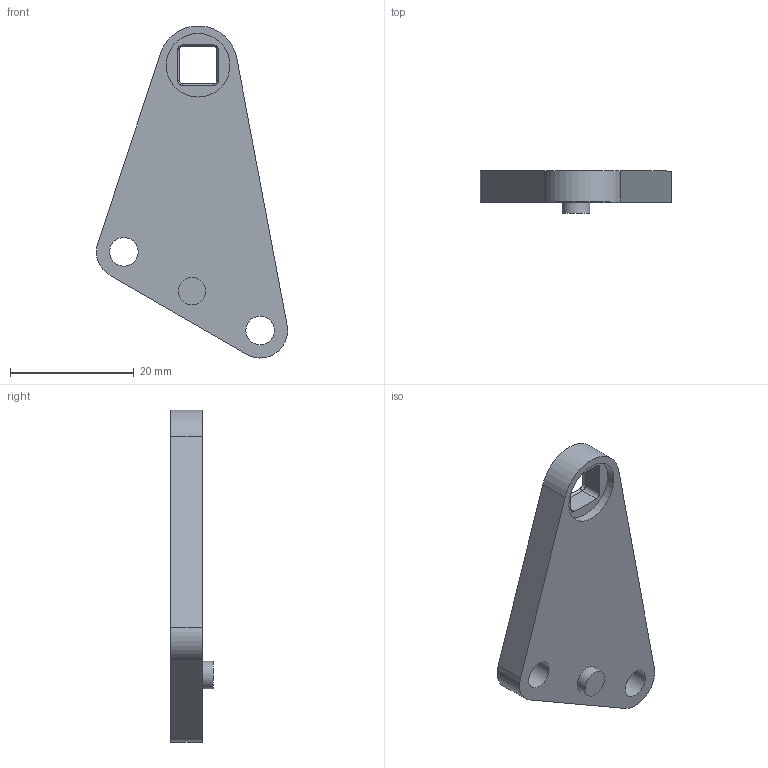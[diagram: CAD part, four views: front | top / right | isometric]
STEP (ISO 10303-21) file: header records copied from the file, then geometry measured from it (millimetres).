
FILE_DESCRIPTION(/* description */ (''),/* implementation_level */ '2;1');
FILE_NAME(/* name */ '3 roller.step',/* time_stamp */ '2024-06-27T21:54:41-05:00',/* author */ (''),/* organization */ (''),/* preprocessor_version */ 'ST-DEVELOPER v20',/* originating_system */ 'Autodesk Translation Framework v13.14.0.145',/* authorisation */ '');
FILE_SCHEMA (('AUTOMOTIVE_DESIGN { 1 0 10303 214 3 1 1 }'));
Length unit declared in the file: inch
Products named in the file (1): 3 roller
Bounding box: 30.88 x 6.86 x 53.61 mm (x, y, z)
Volume: 4774.7 mm3; surface area: 2892 mm2
Topology: 1 solids, 1 shells, 30 faces, 70 edges, 44 vertices
Faces by surface type: cylinder 15, plane 11, bspline 4
Full cylindrical faces by diameter (mm): 4.445 x1, 4.623 x2, 10.287 x1
Entity records: 923 total; most frequent: CARTESIAN_POINT 177, DIRECTION 158, ORIENTED_EDGE 140, EDGE_CURVE 70, AXIS2_PLACEMENT_3D 61, VERTEX_POINT 44, EDGE_LOOP 38, LINE 36
